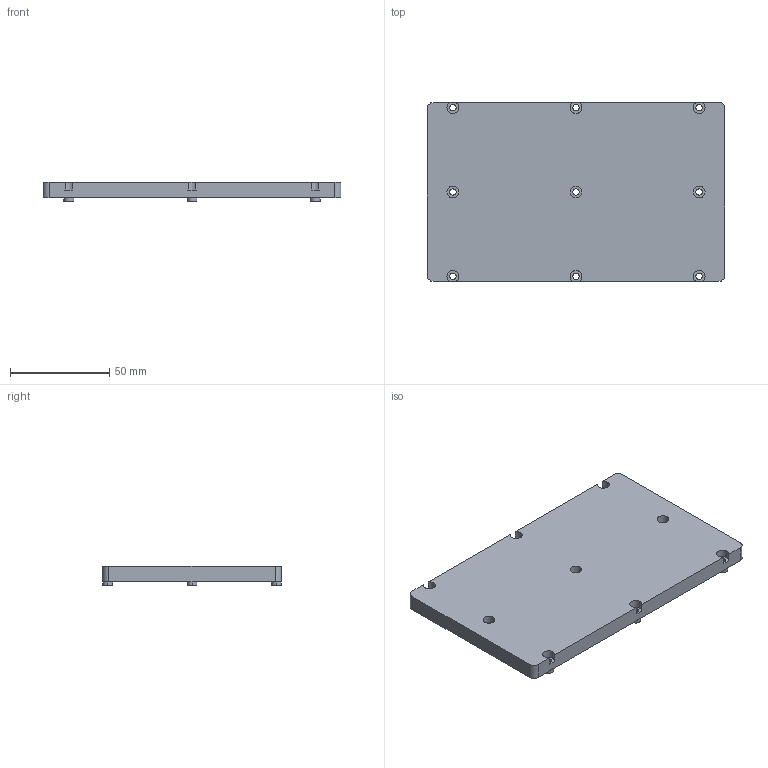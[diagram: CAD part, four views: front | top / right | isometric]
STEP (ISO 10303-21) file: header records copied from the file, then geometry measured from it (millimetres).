
FILE_DESCRIPTION (( 'STEP AP214' ), '1' );
FILE_NAME ('Heatsink Nerd EKO - bottom ASICs V1.0.STEP', '2025-01-04T23:23:28', ( '' ), ( '' ), 'SwSTEP 2.0', 'SolidWorks 2021', '' );
FILE_SCHEMA (( 'AUTOMOTIVE_DESIGN' ));
Length unit declared in the file: millimetre
Products named in the file (1): Heatsink Nerd EKO - bottom ASICs V1.0
Bounding box: 150 x 90 x 10 mm (x, y, z)
Volume: 106867.8 mm3; surface area: 31979.7 mm2
Topology: 1 solids, 1 shells, 88 faces, 234 edges, 154 vertices
Faces by surface type: cylinder 64, plane 24
Entity records: 2874 total; most frequent: DIRECTION 546, CARTESIAN_POINT 477, ORIENTED_EDGE 468, EDGE_CURVE 234, AXIS2_PLACEMENT_3D 223, VERTEX_POINT 154, CIRCLE 134, EDGE_LOOP 112
